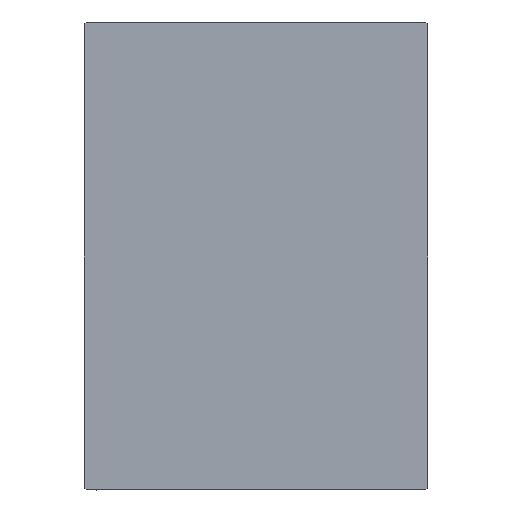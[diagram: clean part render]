
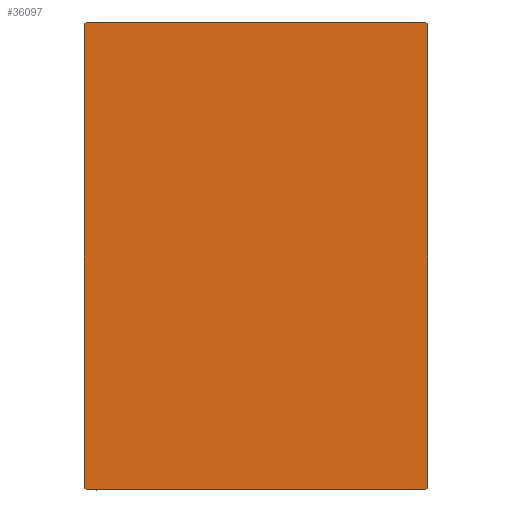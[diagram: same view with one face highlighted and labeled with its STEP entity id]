
A CAD part, left-side view. The second image highlights one B-rep face of the part: STEP entity #36097.
In plain terms, the highlighted face is planar.
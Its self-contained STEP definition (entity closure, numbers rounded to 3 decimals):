
#711 = CARTESIAN_POINT ( 'NONE',  ( 75., 32.35, -32.35 ) ) ;
#1286 = ORIENTED_EDGE ( 'NONE', *, *, #41753, .T. ) ;
#1747 = CARTESIAN_POINT ( 'NONE',  ( 75., 32.35, 32.35 ) ) ;
#2336 = EDGE_CURVE ( 'NONE', #37861, #22663, #27718, .T. ) ;
#3037 = ORIENTED_EDGE ( 'NONE', *, *, #3850, .T. ) ;
#3850 = EDGE_CURVE ( 'NONE', #27444, #4359, #9665, .T. ) ;
#4359 = VERTEX_POINT ( 'NONE', #21765 ) ;
#4704 = DIRECTION ( 'NONE',  ( 0., 0., -1. ) ) ;
#5294 = ORIENTED_EDGE ( 'NONE', *, *, #36923, .T. ) ;
#6987 = CARTESIAN_POINT ( 'NONE',  ( 75., 27.2, -37.5 ) ) ;
#7250 = LINE ( 'NONE', #711, #39959 ) ;
#8324 = AXIS2_PLACEMENT_3D ( 'NONE', #8606, #18243, #4704 ) ;
#8606 = CARTESIAN_POINT ( 'NONE',  ( 75., 0., 0. ) ) ;
#9371 = VERTEX_POINT ( 'NONE', #6987 ) ;
#9665 = LINE ( 'NONE', #36100, #22102 ) ;
#10158 = LINE ( 'NONE', #24141, #22701 ) ;
#10417 = LINE ( 'NONE', #36629, #37651 ) ;
#10860 = DIRECTION ( 'NONE',  ( 0., 1., 0. ) ) ;
#11541 = CARTESIAN_POINT ( 'NONE',  ( 75., -27.5, 37.2 ) ) ;
#11841 = VECTOR ( 'NONE', #38116, 1000. ) ;
#14201 = CARTESIAN_POINT ( 'NONE',  ( 75., -27.2, -37.5 ) ) ;
#14324 = VECTOR ( 'NONE', #40002, 1000. ) ;
#14648 = LINE ( 'NONE', #1747, #20141 ) ;
#14972 = CARTESIAN_POINT ( 'NONE',  ( 75., -32.35, 32.35 ) ) ;
#15070 = DIRECTION ( 'NONE',  ( 0., -0.707, 0.707 ) ) ;
#15671 = EDGE_CURVE ( 'NONE', #9371, #37861, #7250, .T. ) ;
#17392 = LINE ( 'NONE', #14972, #11841 ) ;
#17444 = ORIENTED_EDGE ( 'NONE', *, *, #15671, .T. ) ;
#18243 = DIRECTION ( 'NONE',  ( 1., 0., 0. ) ) ;
#20141 = VECTOR ( 'NONE', #15070, 1000. ) ;
#20216 = PLANE ( 'NONE',  #8324 ) ;
#20282 = ORIENTED_EDGE ( 'NONE', *, *, #22630, .T. ) ;
#20947 = CARTESIAN_POINT ( 'NONE',  ( 75., 27.5, -37.5 ) ) ;
#21765 = CARTESIAN_POINT ( 'NONE',  ( 75., -27.5, -37.2 ) ) ;
#22102 = VECTOR ( 'NONE', #29751, 1000. ) ;
#22630 = EDGE_CURVE ( 'NONE', #23009, #33284, #42842, .T. ) ;
#22663 = VERTEX_POINT ( 'NONE', #26893 ) ;
#22701 = VECTOR ( 'NONE', #33093, 1000. ) ;
#23009 = VERTEX_POINT ( 'NONE', #26389 ) ;
#23192 = DIRECTION ( 'NONE',  ( 0., 0.707, 0.707 ) ) ;
#24141 = CARTESIAN_POINT ( 'NONE',  ( 75., -32.35, -32.35 ) ) ;
#26389 = CARTESIAN_POINT ( 'NONE',  ( 75., 27.2, 37.5 ) ) ;
#26674 = CARTESIAN_POINT ( 'NONE',  ( 75., 27.5, 37.5 ) ) ;
#26893 = CARTESIAN_POINT ( 'NONE',  ( 75., 27.5, 37.2 ) ) ;
#27444 = VERTEX_POINT ( 'NONE', #11541 ) ;
#27718 = LINE ( 'NONE', #20947, #39542 ) ;
#29532 = CARTESIAN_POINT ( 'NONE',  ( 75., -27.2, 37.5 ) ) ;
#29751 = DIRECTION ( 'NONE',  ( 0., 0., -1. ) ) ;
#29868 = EDGE_CURVE ( 'NONE', #4359, #38548, #10158, .T. ) ;
#30219 = ORIENTED_EDGE ( 'NONE', *, *, #2336, .T. ) ;
#30768 = ORIENTED_EDGE ( 'NONE', *, *, #29868, .T. ) ;
#33093 = DIRECTION ( 'NONE',  ( 0., 0.707, -0.707 ) ) ;
#33284 = VERTEX_POINT ( 'NONE', #29532 ) ;
#34224 = CARTESIAN_POINT ( 'NONE',  ( 75., 27.5, -37.2 ) ) ;
#34807 = EDGE_CURVE ( 'NONE', #22663, #23009, #14648, .T. ) ;
#35697 = EDGE_LOOP ( 'NONE', ( #1286, #17444, #30219, #36880, #20282, #5294, #3037, #30768 ) ) ;
#36097 = ADVANCED_FACE ( 'NONE', ( #36813 ), #20216, .T. ) ;
#36100 = CARTESIAN_POINT ( 'NONE',  ( 75., -27.5, 37.5 ) ) ;
#36629 = CARTESIAN_POINT ( 'NONE',  ( 75., -27.5, -37.5 ) ) ;
#36813 = FACE_OUTER_BOUND ( 'NONE', #35697, .T. ) ;
#36880 = ORIENTED_EDGE ( 'NONE', *, *, #34807, .T. ) ;
#36923 = EDGE_CURVE ( 'NONE', #33284, #27444, #17392, .T. ) ;
#37651 = VECTOR ( 'NONE', #10860, 1000. ) ;
#37861 = VERTEX_POINT ( 'NONE', #34224 ) ;
#37983 = DIRECTION ( 'NONE',  ( 0., 0., 1. ) ) ;
#38116 = DIRECTION ( 'NONE',  ( 0., -0.707, -0.707 ) ) ;
#38548 = VERTEX_POINT ( 'NONE', #14201 ) ;
#39542 = VECTOR ( 'NONE', #37983, 1000. ) ;
#39959 = VECTOR ( 'NONE', #23192, 1000. ) ;
#40002 = DIRECTION ( 'NONE',  ( 0., -1., 0. ) ) ;
#41753 = EDGE_CURVE ( 'NONE', #38548, #9371, #10417, .T. ) ;
#42842 = LINE ( 'NONE', #26674, #14324 ) ;
